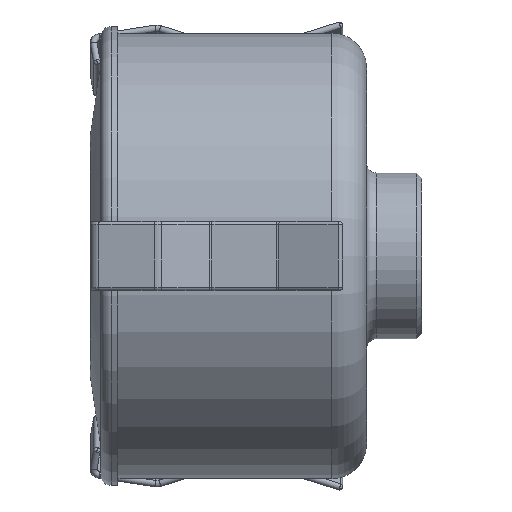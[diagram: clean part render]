
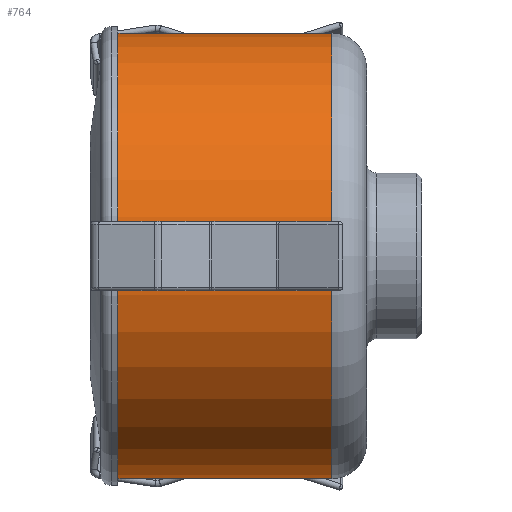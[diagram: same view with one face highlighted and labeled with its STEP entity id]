
A CAD part, left-side view. The second image highlights one B-rep face of the part: STEP entity #764.
In plain terms, the highlighted cylindrical face has radius 64.5 mm (diameter 129 mm), a partial arc.
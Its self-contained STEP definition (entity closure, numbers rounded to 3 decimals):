
#116=DIRECTION('',(0.,1.,0.));
#117=VECTOR('',#116,62.);
#118=CARTESIAN_POINT('',(0.,26.,-64.5));
#119=LINE('',#118,#117);
#120=DIRECTION('',(0.,1.,0.));
#121=VECTOR('',#120,62.);
#122=CARTESIAN_POINT('',(0.,26.,64.5));
#123=LINE('',#122,#121);
#124=CARTESIAN_POINT('',(0.,26.,0.));
#125=DIRECTION('',(0.,1.,0.));
#126=DIRECTION('',(0.,0.,-1.));
#127=AXIS2_PLACEMENT_3D('',#124,#125,#126);
#134=CARTESIAN_POINT('',(0.,88.,0.));
#135=DIRECTION('',(0.,1.,0.));
#136=DIRECTION('',(0.,0.,-1.));
#137=AXIS2_PLACEMENT_3D('',#134,#135,#136);
#578=CARTESIAN_POINT('',(0.,26.,-64.5));
#579=CARTESIAN_POINT('',(0.,88.,-64.5));
#580=VERTEX_POINT('',#578);
#581=VERTEX_POINT('',#579);
#590=CARTESIAN_POINT('',(0.,26.,64.5));
#591=CARTESIAN_POINT('',(0.,88.,64.5));
#592=VERTEX_POINT('',#590);
#593=VERTEX_POINT('',#591);
#752=CARTESIAN_POINT('',(0.,100.8,0.));
#753=DIRECTION('',(0.,-1.,0.));
#754=DIRECTION('',(0.,0.,1.));
#755=AXIS2_PLACEMENT_3D('',#752,#753,#754);
#756=CYLINDRICAL_SURFACE('',#755,64.5);
#757=ORIENTED_EDGE('',*,*,#736,.T.);
#759=ORIENTED_EDGE('',*,*,#758,.T.);
#760=ORIENTED_EDGE('',*,*,#739,.F.);
#761=ORIENTED_EDGE('',*,*,#710,.F.);
#762=EDGE_LOOP('',(#757,#759,#760,#761));
#763=FACE_OUTER_BOUND('',#762,.F.);
#764=ADVANCED_FACE('',(#763),#756,.T.);
#128=CIRCLE('',#127,64.5);
#138=CIRCLE('',#137,64.5);
#710=EDGE_CURVE('',#580,#592,#128,.T.);
#736=EDGE_CURVE('',#580,#581,#119,.T.);
#739=EDGE_CURVE('',#592,#593,#123,.T.);
#758=EDGE_CURVE('',#581,#593,#138,.T.);
